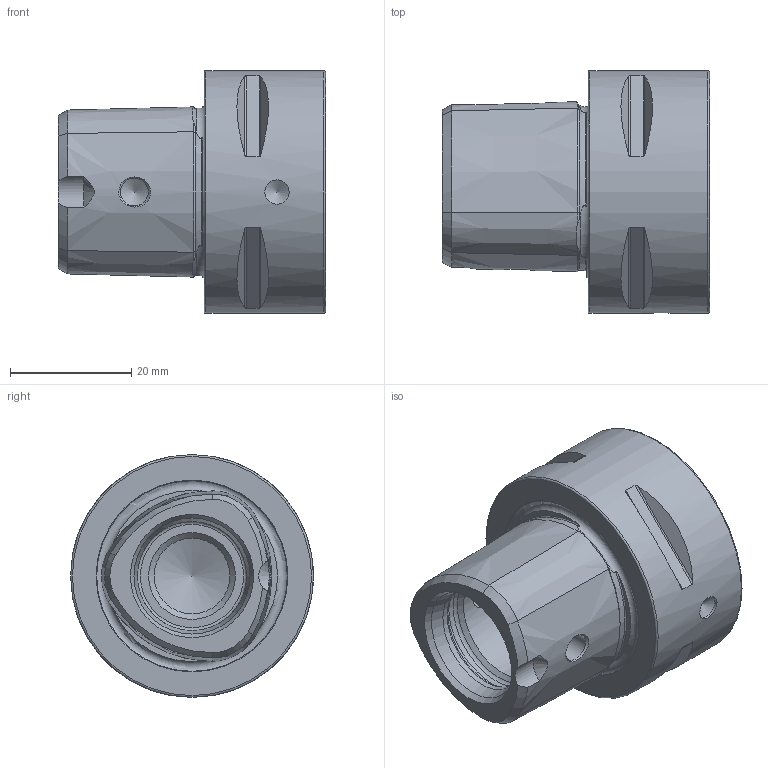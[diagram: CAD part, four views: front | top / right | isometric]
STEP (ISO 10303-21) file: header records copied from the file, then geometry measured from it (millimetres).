
FILE_DESCRIPTION (( 'STEP AP214' ), '1' );
FILE_NAME ('PS4.000.001.020.STEP', '2020-11-20T16:11:32', ( '' ), ( '' ), 'SwSTEP 2.0', 'SolidWorks 2017', '' );
FILE_SCHEMA (( 'AUTOMOTIVE_DESIGN' ));
Length unit declared in the file: millimetre
Products named in the file (1): PS4.000.001.020
Bounding box: 44 x 40 x 40 mm (x, y, z)
Volume: 31450.1 mm3; surface area: 8956.7 mm2
Topology: 1 solids, 1 shells, 93 faces, 227 edges, 140 vertices
Faces by surface type: cone 38, plane 19, cylinder 18, torus 18
Full cylindrical faces by diameter (mm): 1 x1, 4 x1, 4.6 x2, 12.5 x1, 18 x2, 20 x1, 40 x1
Entity records: 3113 total; most frequent: CARTESIAN_POINT 1146, DIRECTION 388, ORIENTED_EDGE 378, EDGE_CURVE 189, AXIS2_PLACEMENT_3D 173, VERTEX_POINT 129, EDGE_LOOP 126, FACE_OUTER_BOUND 108
